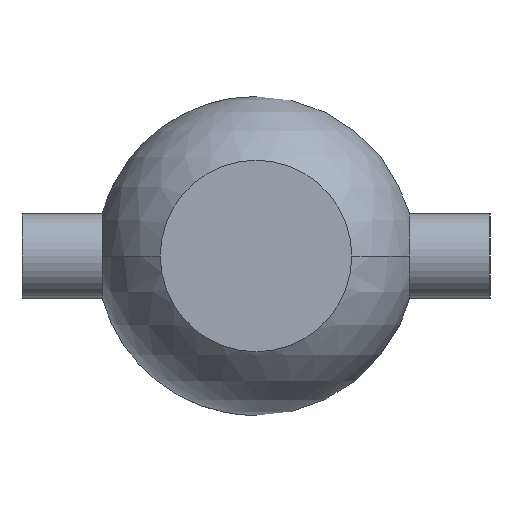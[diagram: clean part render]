
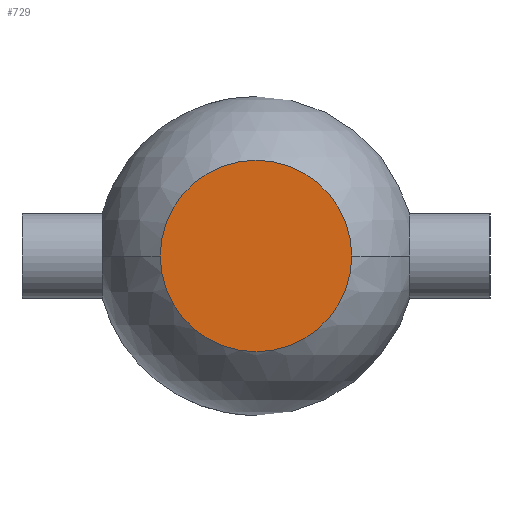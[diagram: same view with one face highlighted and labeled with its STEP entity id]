
A CAD part, left-side view. The second image highlights one B-rep face of the part: STEP entity #729.
In plain terms, the highlighted planar face has unit normal (-1, 0, 0).
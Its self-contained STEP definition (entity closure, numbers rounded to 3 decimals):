
#34 = EDGE_CURVE ( 'NONE', #187, #122, #58, .T. ) ;
#39 = EDGE_LOOP ( 'NONE', ( #691, #500 ) ) ;
#47 = CIRCLE ( 'NONE', #624, 4.5 ) ;
#58 = CIRCLE ( 'NONE', #61, 4.5 ) ;
#61 = AXIS2_PLACEMENT_3D ( 'NONE', #169, #172, #516 ) ;
#107 = DIRECTION ( 'NONE',  ( -1., 0., 0. ) ) ;
#109 = CARTESIAN_POINT ( 'NONE',  ( -73., 0., 0. ) ) ;
#113 = DIRECTION ( 'NONE',  ( 0., 0., 1. ) ) ;
#122 = VERTEX_POINT ( 'NONE', #411 ) ;
#169 = CARTESIAN_POINT ( 'NONE',  ( -73., 0., 0. ) ) ;
#172 = DIRECTION ( 'NONE',  ( -1., 0., 0. ) ) ;
#187 = VERTEX_POINT ( 'NONE', #301 ) ;
#277 = FACE_OUTER_BOUND ( 'NONE', #39, .T. ) ;
#283 = DIRECTION ( 'NONE',  ( -1., 0., 0. ) ) ;
#301 = CARTESIAN_POINT ( 'NONE',  ( -73., 4.5, 0. ) ) ;
#411 = CARTESIAN_POINT ( 'NONE',  ( -73., -4.5, 0. ) ) ;
#448 = PLANE ( 'NONE',  #696 ) ;
#500 = ORIENTED_EDGE ( 'NONE', *, *, #741, .T. ) ;
#516 = DIRECTION ( 'NONE',  ( 0., 0., 1. ) ) ;
#624 = AXIS2_PLACEMENT_3D ( 'NONE', #109, #107, #113 ) ;
#625 = DIRECTION ( 'NONE',  ( 0., 0., 1. ) ) ;
#691 = ORIENTED_EDGE ( 'NONE', *, *, #34, .T. ) ;
#696 = AXIS2_PLACEMENT_3D ( 'NONE', #731, #283, #625 ) ;
#729 = ADVANCED_FACE ( 'NONE', ( #277 ), #448, .T. ) ;
#731 = CARTESIAN_POINT ( 'NONE',  ( -73., 0., 0. ) ) ;
#741 = EDGE_CURVE ( 'NONE', #122, #187, #47, .T. ) ;
